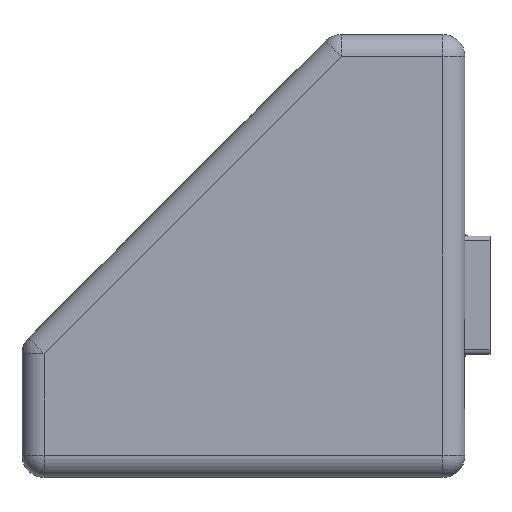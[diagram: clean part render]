
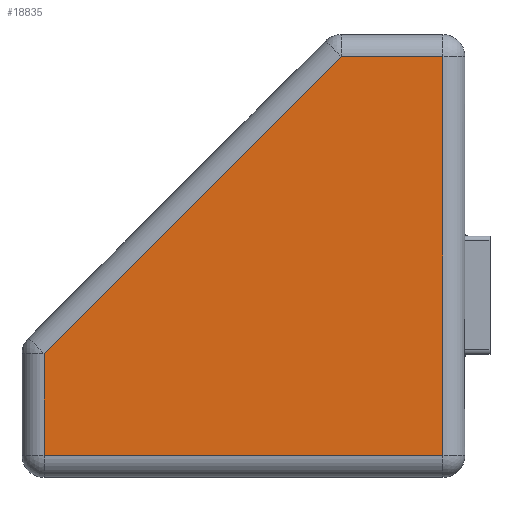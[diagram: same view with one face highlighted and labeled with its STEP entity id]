
A CAD part, left-side view. The second image highlights one B-rep face of the part: STEP entity #18835.
In plain terms, the highlighted planar face has unit normal (-1, 0, 0).
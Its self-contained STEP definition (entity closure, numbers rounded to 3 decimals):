
#1669 = AXIS2_PLACEMENT_3D ( 'NONE', #6136, #6140, #6141 ) ;
#3065 = ORIENTED_EDGE ( 'NONE', *, *, #9885, .T. ) ;
#3067 = ORIENTED_EDGE ( 'NONE', *, *, #9879, .T. ) ;
#3071 = ORIENTED_EDGE ( 'NONE', *, *, #9880, .T. ) ;
#3075 = ORIENTED_EDGE ( 'NONE', *, *, #9882, .T. ) ;
#3097 = ORIENTED_EDGE ( 'NONE', *, *, #9881, .T. ) ;
#3689 = FACE_OUTER_BOUND ( 'NONE', #8920, .T. ) ;
#6136 = CARTESIAN_POINT ( 'NONE',  ( -15., -15., 30. ) ) ;
#6138 = PLANE ( 'NONE',  #1669 ) ;
#6140 = DIRECTION ( 'NONE',  ( 1., 0., 0. ) ) ;
#6141 = DIRECTION ( 'NONE',  ( 0., 0., -1. ) ) ;
#8488 = CARTESIAN_POINT ( 'NONE',  ( -15., 13.5, 1.5 ) ) ;
#8494 = CARTESIAN_POINT ( 'NONE',  ( -15., 13.5, 8.379 ) ) ;
#8495 = CARTESIAN_POINT ( 'NONE',  ( -15., -13.5, 1.5 ) ) ;
#8498 = CARTESIAN_POINT ( 'NONE',  ( -15., -13.5, 28.5 ) ) ;
#8499 = CARTESIAN_POINT ( 'NONE',  ( -15., -6.621, 28.5 ) ) ;
#8920 = EDGE_LOOP ( 'NONE', ( #3065, #3097, #3075, #3071, #3067 ) ) ;
#9879 = EDGE_CURVE ( 'NONE', #21426, #21412, #20300, .T. ) ;
#9880 = EDGE_CURVE ( 'NONE', #21425, #21426, #20297, .T. ) ;
#9881 = EDGE_CURVE ( 'NONE', #21420, #21424, #20302, .T. ) ;
#9882 = EDGE_CURVE ( 'NONE', #21424, #21425, #20304, .T. ) ;
#9885 = EDGE_CURVE ( 'NONE', #21412, #21420, #20308, .T. ) ;
#12380 = CARTESIAN_POINT ( 'NONE',  ( -15., 13.5, 30. ) ) ;
#12385 = CARTESIAN_POINT ( 'NONE',  ( -15., -11.561, 33.439 ) ) ;
#12388 = DIRECTION ( 'NONE',  ( 0., 0., -1. ) ) ;
#12390 = DIRECTION ( 'NONE',  ( 0., 0.707, -0.707 ) ) ;
#12391 = CARTESIAN_POINT ( 'NONE',  ( -15., -13.5, 30. ) ) ;
#12392 = DIRECTION ( 'NONE',  ( 0., 0., 1. ) ) ;
#12393 = CARTESIAN_POINT ( 'NONE',  ( -15., -15., 28.5 ) ) ;
#12394 = DIRECTION ( 'NONE',  ( 0., 1., 0. ) ) ;
#12397 = CARTESIAN_POINT ( 'NONE',  ( -15., -15., 1.5 ) ) ;
#12398 = DIRECTION ( 'NONE',  ( 0., -1., 0. ) ) ;
#18835 = ADVANCED_FACE ( 'NONE', ( #3689 ), #6138, .F. ) ;
#20297 = LINE ( 'NONE', #12385, #20303 ) ;
#20300 = LINE ( 'NONE', #12380, #20301 ) ;
#20301 = VECTOR ( 'NONE', #12388, 1000. ) ;
#20302 = LINE ( 'NONE', #12391, #20305 ) ;
#20303 = VECTOR ( 'NONE', #12390, 1000. ) ;
#20304 = LINE ( 'NONE', #12393, #20307 ) ;
#20305 = VECTOR ( 'NONE', #12392, 1000. ) ;
#20307 = VECTOR ( 'NONE', #12394, 1000. ) ;
#20308 = LINE ( 'NONE', #12397, #20311 ) ;
#20311 = VECTOR ( 'NONE', #12398, 1000. ) ;
#21412 = VERTEX_POINT ( 'NONE', #8488 ) ;
#21420 = VERTEX_POINT ( 'NONE', #8495 ) ;
#21424 = VERTEX_POINT ( 'NONE', #8498 ) ;
#21425 = VERTEX_POINT ( 'NONE', #8499 ) ;
#21426 = VERTEX_POINT ( 'NONE', #8494 ) ;
